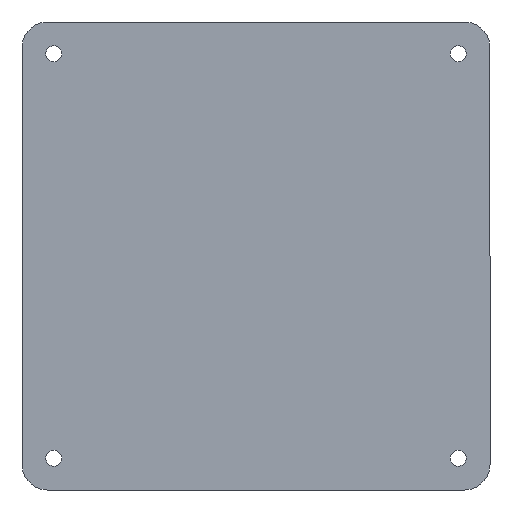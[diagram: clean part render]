
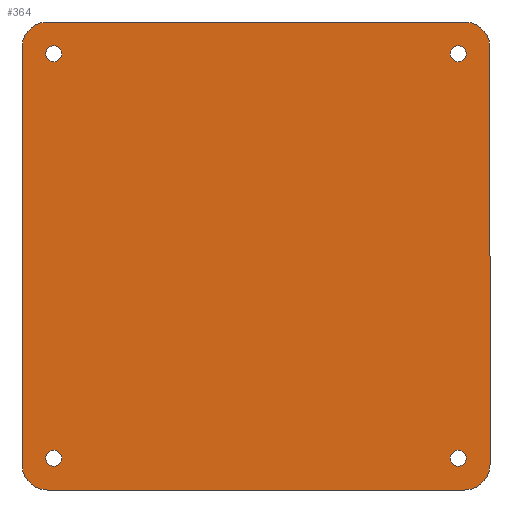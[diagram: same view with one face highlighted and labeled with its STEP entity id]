
A CAD part, front view. The second image highlights one B-rep face of the part: STEP entity #364.
In plain terms, the highlighted planar face has unit normal (0, -1, 0).
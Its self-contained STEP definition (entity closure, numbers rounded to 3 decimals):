
#4 = CIRCLE ( 'NONE', #158, 8. ) ;
#9 = AXIS2_PLACEMENT_3D ( 'NONE', #224, #33, #605 ) ;
#15 = ORIENTED_EDGE ( 'NONE', *, *, #343, .T. ) ;
#25 = ORIENTED_EDGE ( 'NONE', *, *, #1114, .T. ) ;
#28 = AXIS2_PLACEMENT_3D ( 'NONE', #423, #1093, #615 ) ;
#33 = DIRECTION ( 'NONE',  ( 0., 1., 0. ) ) ;
#43 = CIRCLE ( 'NONE', #735, 8. ) ;
#46 = DIRECTION ( 'NONE',  ( 0., -1., 0. ) ) ;
#49 = DIRECTION ( 'NONE',  ( 0., 1., 0. ) ) ;
#50 = DIRECTION ( 'NONE',  ( 0., 0., -1. ) ) ;
#51 = DIRECTION ( 'NONE',  ( 0., 0., -1. ) ) ;
#52 = VERTEX_POINT ( 'NONE', #339 ) ;
#64 = CIRCLE ( 'NONE', #1209, 8. ) ;
#66 = CARTESIAN_POINT ( 'NONE',  ( -53.5, -4., -66. ) ) ;
#67 = LINE ( 'NONE', #908, #353 ) ;
#69 = EDGE_LOOP ( 'NONE', ( #25, #564 ) ) ;
#74 = PLANE ( 'NONE',  #1040 ) ;
#110 = LINE ( 'NONE', #480, #455 ) ;
#115 = CIRCLE ( 'NONE', #9, 2.5 ) ;
#128 = CARTESIAN_POINT ( 'NONE',  ( 83.5, -4., -65.5 ) ) ;
#158 = AXIS2_PLACEMENT_3D ( 'NONE', #618, #46, #50 ) ;
#164 = FACE_BOUND ( 'NONE', #69, .T. ) ;
#175 = DIRECTION ( 'NONE',  ( 0., 0., -1. ) ) ;
#180 = CIRCLE ( 'NONE', #459, 2.5 ) ;
#208 = DIRECTION ( 'NONE',  ( 0., 0., -1. ) ) ;
#215 = EDGE_LOOP ( 'NONE', ( #348, #859, #351, #640, #1032, #1161, #15, #1069 ) ) ;
#224 = CARTESIAN_POINT ( 'NONE',  ( 73.5, -4., -63.5 ) ) ;
#255 = DIRECTION ( 'NONE',  ( 0., 0., -1. ) ) ;
#257 = VERTEX_POINT ( 'NONE', #704 ) ;
#270 = ORIENTED_EDGE ( 'NONE', *, *, #1089, .T. ) ;
#283 = VERTEX_POINT ( 'NONE', #611 ) ;
#291 = CARTESIAN_POINT ( 'NONE',  ( 73.5, -4., -63.5 ) ) ;
#317 = DIRECTION ( 'NONE',  ( 0., 1., 0. ) ) ;
#321 = AXIS2_PLACEMENT_3D ( 'NONE', #629, #1002, #1013 ) ;
#339 = CARTESIAN_POINT ( 'NONE',  ( -55.5, -4., -73.5 ) ) ;
#343 = EDGE_CURVE ( 'NONE', #1077, #557, #67, .T. ) ;
#345 = CARTESIAN_POINT ( 'NONE',  ( 73.5, -4., 66. ) ) ;
#348 = ORIENTED_EDGE ( 'NONE', *, *, #472, .T. ) ;
#351 = ORIENTED_EDGE ( 'NONE', *, *, #590, .T. ) ;
#353 = VECTOR ( 'NONE', #807, 1000. ) ;
#358 = CIRCLE ( 'NONE', #1067, 2.5 ) ;
#360 = DIRECTION ( 'NONE',  ( -1., 0., 0. ) ) ;
#364 = ADVANCED_FACE ( 'NONE', ( #643, #1014, #1184, #164, #543 ), #74, .T. ) ;
#371 = EDGE_LOOP ( 'NONE', ( #607, #270 ) ) ;
#384 = VERTEX_POINT ( 'NONE', #826 ) ;
#386 = DIRECTION ( 'NONE',  ( 0., 0., 1. ) ) ;
#387 = VERTEX_POINT ( 'NONE', #802 ) ;
#390 = CARTESIAN_POINT ( 'NONE',  ( -55.5, -4., 73.5 ) ) ;
#404 = VERTEX_POINT ( 'NONE', #431 ) ;
#406 = DIRECTION ( 'NONE',  ( 0., 0., 1. ) ) ;
#423 = CARTESIAN_POINT ( 'NONE',  ( -53.5, -4., 63.5 ) ) ;
#431 = CARTESIAN_POINT ( 'NONE',  ( 75.5, -4., 73.5 ) ) ;
#452 = LINE ( 'NONE', #1222, #829 ) ;
#455 = VECTOR ( 'NONE', #1198, 1000. ) ;
#459 = AXIS2_PLACEMENT_3D ( 'NONE', #505, #884, #406 ) ;
#468 = CARTESIAN_POINT ( 'NONE',  ( -63.5, -4., 73.5 ) ) ;
#472 = EDGE_CURVE ( 'NONE', #404, #1010, #452, .T. ) ;
#473 = LINE ( 'NONE', #468, #1096 ) ;
#479 = VERTEX_POINT ( 'NONE', #845 ) ;
#480 = CARTESIAN_POINT ( 'NONE',  ( -63.5, -4., -73.5 ) ) ;
#496 = ORIENTED_EDGE ( 'NONE', *, *, #1121, .T. ) ;
#498 = EDGE_CURVE ( 'NONE', #729, #855, #1202, .T. ) ;
#505 = CARTESIAN_POINT ( 'NONE',  ( -53.5, -4., 63.5 ) ) ;
#519 = DIRECTION ( 'NONE',  ( 0., -1., 0. ) ) ;
#543 = FACE_OUTER_BOUND ( 'NONE', #215, .T. ) ;
#557 = VERTEX_POINT ( 'NONE', #765 ) ;
#562 = CARTESIAN_POINT ( 'NONE',  ( -53.5, -4., -61. ) ) ;
#564 = ORIENTED_EDGE ( 'NONE', *, *, #498, .T. ) ;
#577 = DIRECTION ( 'NONE',  ( 0., 0., -1. ) ) ;
#590 = EDGE_CURVE ( 'NONE', #774, #283, #473, .T. ) ;
#605 = DIRECTION ( 'NONE',  ( 0., 0., 1. ) ) ;
#607 = ORIENTED_EDGE ( 'NONE', *, *, #773, .T. ) ;
#611 = CARTESIAN_POINT ( 'NONE',  ( -63.5, -4., -65.5 ) ) ;
#615 = DIRECTION ( 'NONE',  ( 0., 0., 1. ) ) ;
#618 = CARTESIAN_POINT ( 'NONE',  ( 75.5, -4., -65.5 ) ) ;
#629 = CARTESIAN_POINT ( 'NONE',  ( 73.5, -4., 63.5 ) ) ;
#640 = ORIENTED_EDGE ( 'NONE', *, *, #758, .T. ) ;
#643 = FACE_BOUND ( 'NONE', #1217, .T. ) ;
#667 = DIRECTION ( 'NONE',  ( 0., 1., 0. ) ) ;
#676 = AXIS2_PLACEMENT_3D ( 'NONE', #756, #1134, #386 ) ;
#680 = DIRECTION ( 'NONE',  ( 0., -1., 0. ) ) ;
#690 = CARTESIAN_POINT ( 'NONE',  ( -55.5, -4., 65.5 ) ) ;
#696 = DIRECTION ( 'NONE',  ( 0., 0., 1. ) ) ;
#704 = CARTESIAN_POINT ( 'NONE',  ( 73.5, -4., -66. ) ) ;
#706 = DIRECTION ( 'NONE',  ( 0., 0., 1. ) ) ;
#708 = CARTESIAN_POINT ( 'NONE',  ( -53.5, -4., 61. ) ) ;
#713 = CARTESIAN_POINT ( 'NONE',  ( -55.5, -4., -65.5 ) ) ;
#718 = CARTESIAN_POINT ( 'NONE',  ( -53.5, -4., 66. ) ) ;
#724 = DIRECTION ( 'NONE',  ( 0., -1., 0. ) ) ;
#726 = EDGE_CURVE ( 'NONE', #387, #1077, #4, .T. ) ;
#729 = VERTEX_POINT ( 'NONE', #66 ) ;
#730 = CARTESIAN_POINT ( 'NONE',  ( 75.5, -4., 65.5 ) ) ;
#733 = AXIS2_PLACEMENT_3D ( 'NONE', #713, #519, #255 ) ;
#735 = AXIS2_PLACEMENT_3D ( 'NONE', #730, #953, #175 ) ;
#753 = EDGE_LOOP ( 'NONE', ( #496, #1125 ) ) ;
#756 = CARTESIAN_POINT ( 'NONE',  ( -53.5, -4., -63.5 ) ) ;
#758 = EDGE_CURVE ( 'NONE', #283, #52, #1156, .T. ) ;
#765 = CARTESIAN_POINT ( 'NONE',  ( 83.5, -4., 65.5 ) ) ;
#772 = VERTEX_POINT ( 'NONE', #708 ) ;
#773 = EDGE_CURVE ( 'NONE', #1223, #384, #856, .T. ) ;
#774 = VERTEX_POINT ( 'NONE', #1194 ) ;
#783 = CIRCLE ( 'NONE', #28, 2.5 ) ;
#802 = CARTESIAN_POINT ( 'NONE',  ( 75.5, -4., -73.5 ) ) ;
#807 = DIRECTION ( 'NONE',  ( 0., 0., 1. ) ) ;
#826 = CARTESIAN_POINT ( 'NONE',  ( 73.5, -4., 61. ) ) ;
#829 = VECTOR ( 'NONE', #360, 1000. ) ;
#834 = CIRCLE ( 'NONE', #1003, 2.5 ) ;
#845 = CARTESIAN_POINT ( 'NONE',  ( 73.5, -4., -61. ) ) ;
#855 = VERTEX_POINT ( 'NONE', #562 ) ;
#856 = CIRCLE ( 'NONE', #321, 2.5 ) ;
#859 = ORIENTED_EDGE ( 'NONE', *, *, #1053, .T. ) ;
#879 = EDGE_CURVE ( 'NONE', #52, #387, #110, .T. ) ;
#884 = DIRECTION ( 'NONE',  ( 0., 1., 0. ) ) ;
#908 = CARTESIAN_POINT ( 'NONE',  ( 83.5, -4., 73.5 ) ) ;
#925 = EDGE_CURVE ( 'NONE', #557, #404, #43, .T. ) ;
#942 = AXIS2_PLACEMENT_3D ( 'NONE', #1088, #49, #706 ) ;
#953 = DIRECTION ( 'NONE',  ( 0., -1., 0. ) ) ;
#986 = EDGE_CURVE ( 'NONE', #257, #479, #358, .T. ) ;
#1002 = DIRECTION ( 'NONE',  ( 0., 1., 0. ) ) ;
#1003 = AXIS2_PLACEMENT_3D ( 'NONE', #1166, #317, #696 ) ;
#1010 = VERTEX_POINT ( 'NONE', #390 ) ;
#1013 = DIRECTION ( 'NONE',  ( 0., 0., 1. ) ) ;
#1014 = FACE_BOUND ( 'NONE', #753, .T. ) ;
#1032 = ORIENTED_EDGE ( 'NONE', *, *, #879, .T. ) ;
#1037 = EDGE_CURVE ( 'NONE', #479, #257, #115, .T. ) ;
#1040 = AXIS2_PLACEMENT_3D ( 'NONE', #1104, #724, #51 ) ;
#1041 = ORIENTED_EDGE ( 'NONE', *, *, #1037, .T. ) ;
#1045 = CIRCLE ( 'NONE', #942, 2.5 ) ;
#1053 = EDGE_CURVE ( 'NONE', #1010, #774, #64, .T. ) ;
#1055 = DIRECTION ( 'NONE',  ( 0., 0., 1. ) ) ;
#1067 = AXIS2_PLACEMENT_3D ( 'NONE', #291, #667, #1055 ) ;
#1069 = ORIENTED_EDGE ( 'NONE', *, *, #925, .T. ) ;
#1073 = ORIENTED_EDGE ( 'NONE', *, *, #986, .T. ) ;
#1077 = VERTEX_POINT ( 'NONE', #128 ) ;
#1082 = EDGE_CURVE ( 'NONE', #772, #1172, #180, .T. ) ;
#1088 = CARTESIAN_POINT ( 'NONE',  ( -53.5, -4., -63.5 ) ) ;
#1089 = EDGE_CURVE ( 'NONE', #384, #1223, #834, .T. ) ;
#1093 = DIRECTION ( 'NONE',  ( 0., 1., 0. ) ) ;
#1096 = VECTOR ( 'NONE', #577, 1000. ) ;
#1104 = CARTESIAN_POINT ( 'NONE',  ( 0., -4., 0. ) ) ;
#1114 = EDGE_CURVE ( 'NONE', #855, #729, #1045, .T. ) ;
#1121 = EDGE_CURVE ( 'NONE', #1172, #772, #783, .T. ) ;
#1125 = ORIENTED_EDGE ( 'NONE', *, *, #1082, .T. ) ;
#1134 = DIRECTION ( 'NONE',  ( 0., 1., 0. ) ) ;
#1156 = CIRCLE ( 'NONE', #733, 8. ) ;
#1161 = ORIENTED_EDGE ( 'NONE', *, *, #726, .T. ) ;
#1166 = CARTESIAN_POINT ( 'NONE',  ( 73.5, -4., 63.5 ) ) ;
#1172 = VERTEX_POINT ( 'NONE', #718 ) ;
#1184 = FACE_BOUND ( 'NONE', #371, .T. ) ;
#1194 = CARTESIAN_POINT ( 'NONE',  ( -63.5, -4., 65.5 ) ) ;
#1198 = DIRECTION ( 'NONE',  ( 1., 0., 0. ) ) ;
#1202 = CIRCLE ( 'NONE', #676, 2.5 ) ;
#1209 = AXIS2_PLACEMENT_3D ( 'NONE', #690, #680, #208 ) ;
#1217 = EDGE_LOOP ( 'NONE', ( #1041, #1073 ) ) ;
#1222 = CARTESIAN_POINT ( 'NONE',  ( -63.5, -4., 73.5 ) ) ;
#1223 = VERTEX_POINT ( 'NONE', #345 ) ;
